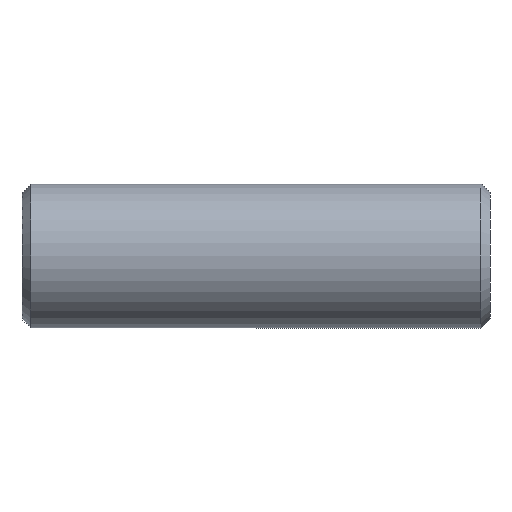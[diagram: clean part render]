
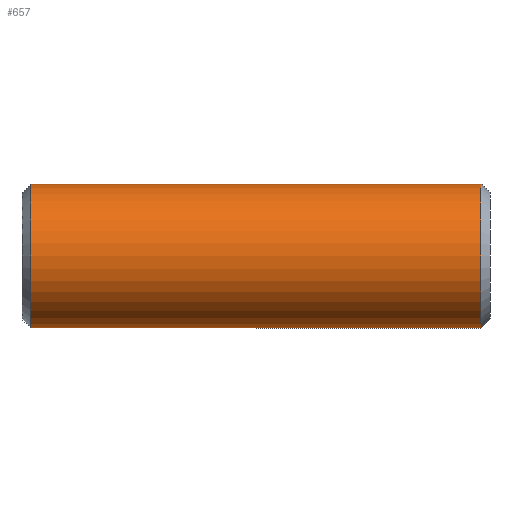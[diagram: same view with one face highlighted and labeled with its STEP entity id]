
A CAD part, front view. The second image highlights one B-rep face of the part: STEP entity #657.
In plain terms, the highlighted cylindrical face has radius 2 mm (diameter 4 mm), a partial arc.
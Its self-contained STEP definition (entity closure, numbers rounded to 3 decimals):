
#16 = VERTEX_POINT ( 'NONE', #439 ) ;
#24 = ORIENTED_EDGE ( 'NONE', *, *, #160, .F. ) ;
#36 = AXIS2_PLACEMENT_3D ( 'NONE', #712, #204, #151 ) ;
#38 = DIRECTION ( 'NONE',  ( -1., 0., 0. ) ) ;
#55 = LINE ( 'NONE', #88, #639 ) ;
#65 = ORIENTED_EDGE ( 'NONE', *, *, #659, .T. ) ;
#88 = CARTESIAN_POINT ( 'NONE',  ( -8.529, 0., 2. ) ) ;
#121 = EDGE_CURVE ( 'NONE', #16, #238, #540, .T. ) ;
#148 = VERTEX_POINT ( 'NONE', #390 ) ;
#151 = DIRECTION ( 'NONE',  ( 0., 0., 1. ) ) ;
#160 = EDGE_CURVE ( 'NONE', #697, #16, #163, .T. ) ;
#163 = LINE ( 'NONE', #643, #200 ) ;
#185 = EDGE_CURVE ( 'NONE', #148, #238, #55, .T. ) ;
#200 = VECTOR ( 'NONE', #38, 1000. ) ;
#204 = DIRECTION ( 'NONE',  ( -1., 0., 0. ) ) ;
#238 = VERTEX_POINT ( 'NONE', #384 ) ;
#329 = DIRECTION ( 'NONE',  ( -1., 0., 0. ) ) ;
#384 = CARTESIAN_POINT ( 'NONE',  ( -12.75, 0., 2. ) ) ;
#390 = CARTESIAN_POINT ( 'NONE',  ( -0.25, 0., 2. ) ) ;
#402 = ORIENTED_EDGE ( 'NONE', *, *, #185, .T. ) ;
#423 = CIRCLE ( 'NONE', #543, 2. ) ;
#439 = CARTESIAN_POINT ( 'NONE',  ( -12.75, 0., -2. ) ) ;
#455 = ORIENTED_EDGE ( 'NONE', *, *, #121, .F. ) ;
#462 = FACE_OUTER_BOUND ( 'NONE', #755, .T. ) ;
#498 = AXIS2_PLACEMENT_3D ( 'NONE', #736, #536, #681 ) ;
#501 = CYLINDRICAL_SURFACE ( 'NONE', #498, 2. ) ;
#536 = DIRECTION ( 'NONE',  ( -1., 0., 0. ) ) ;
#537 = CARTESIAN_POINT ( 'NONE',  ( -0.25, 0., -2. ) ) ;
#540 = CIRCLE ( 'NONE', #36, 2. ) ;
#543 = AXIS2_PLACEMENT_3D ( 'NONE', #793, #738, #667 ) ;
#639 = VECTOR ( 'NONE', #329, 1000. ) ;
#643 = CARTESIAN_POINT ( 'NONE',  ( -8.529, 0., -2. ) ) ;
#657 = ADVANCED_FACE ( 'NONE', ( #462 ), #501, .T. ) ;
#659 = EDGE_CURVE ( 'NONE', #697, #148, #423, .T. ) ;
#667 = DIRECTION ( 'NONE',  ( 0., 0., 1. ) ) ;
#681 = DIRECTION ( 'NONE',  ( 0., 0., 1. ) ) ;
#697 = VERTEX_POINT ( 'NONE', #537 ) ;
#712 = CARTESIAN_POINT ( 'NONE',  ( -12.75, 0., 0. ) ) ;
#736 = CARTESIAN_POINT ( 'NONE',  ( -8.529, 0., 0. ) ) ;
#738 = DIRECTION ( 'NONE',  ( -1., 0., 0. ) ) ;
#755 = EDGE_LOOP ( 'NONE', ( #24, #65, #402, #455 ) ) ;
#793 = CARTESIAN_POINT ( 'NONE',  ( -0.25, 0., 0. ) ) ;
